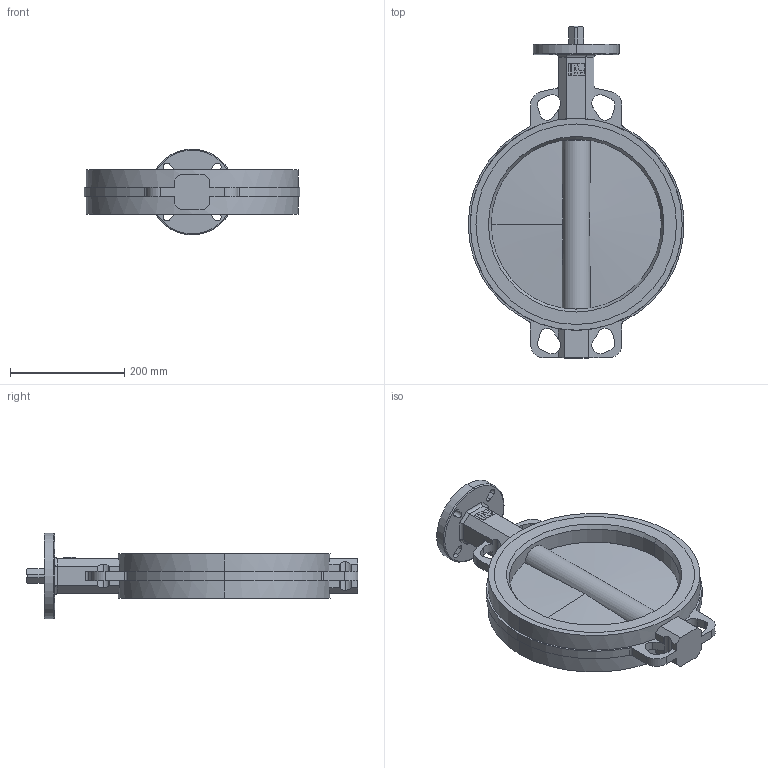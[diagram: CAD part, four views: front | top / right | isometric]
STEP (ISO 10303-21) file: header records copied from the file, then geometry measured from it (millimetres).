
FILE_DESCRIPTION (( 'STEP AP214' ), '1' );
FILE_NAME ('D10300.step', '2013-07-30T15:02:17', ( 'mbuehlmann' ), ( '' ), 'SwSTEP 2.0', 'SolidWorks 2012', '' );
FILE_SCHEMA (( 'AUTOMOTIVE_DESIGN' ));
Length unit declared in the file: millimetre
Products named in the file (6): ia-Logo20; ia-scheibe250_ia-scheibe300; ia-Dichtungbasic_Dichtung300; ia-4kt_ia-4kt300; BO.D10300; D10300
Assembly tree (5 placements, depth 2):
  D10300
    BO.D10300
    ia-4kt_ia-4kt300
    ia-Dichtungbasic_Dichtung300
    ia-scheibe250_ia-scheibe300
    ia-Logo20
Bounding box: 377.3 x 581 x 150 mm (x, y, z)
Volume: 4916991.9 mm3; surface area: 699117.4 mm2
Topology: 5 solids, 5 shells, 196 faces, 556 edges, 362 vertices
Faces by surface type: plane 94, cylinder 72, cone 16, torus 12, sphere 2
Entity records: 6846 total; most frequent: CARTESIAN_POINT 1478, ORIENTED_EDGE 1106, DIRECTION 1074, EDGE_CURVE 553, AXIS2_PLACEMENT_3D 375, VERTEX_POINT 361, LINE 324, VECTOR 324
